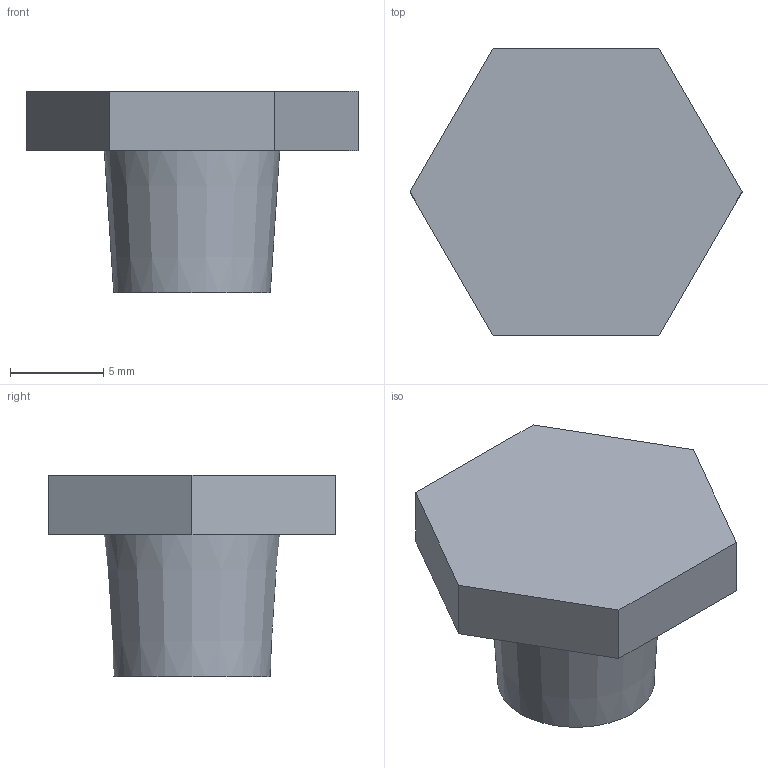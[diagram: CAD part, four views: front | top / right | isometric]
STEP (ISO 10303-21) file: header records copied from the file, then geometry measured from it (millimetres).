
FILE_DESCRIPTION( ( '' ), ' ' );
FILE_NAME( '5eac4452a92953155a812cac.step', '2020-05-01T15:46:26', ( '' ), ( '' ), ' ', ' ', ' ' );
FILE_SCHEMA( ( 'AUTOMOTIVE_DESIGN { 1 0 10303 214 1 1 1 1 }' ) );
Length unit declared in the file: metre
Products named in the file (1): DBS09 - Plug
Bounding box: 17.78 x 15.4 x 10.79 mm (x, y, z)
Volume: 1125.4 mm3; surface area: 779.1 mm2
Topology: 1 solids, 1 shells, 10 faces, 21 edges, 14 vertices
Faces by surface type: plane 9, cone 1
Entity records: 358 total; most frequent: CARTESIAN_POINT 45, DIRECTION 44, ORIENTED_EDGE 40, EDGE_CURVE 20, LINE 18, VECTOR 18, VERTEX_POINT 14, AXIS2_PLACEMENT_3D 13
